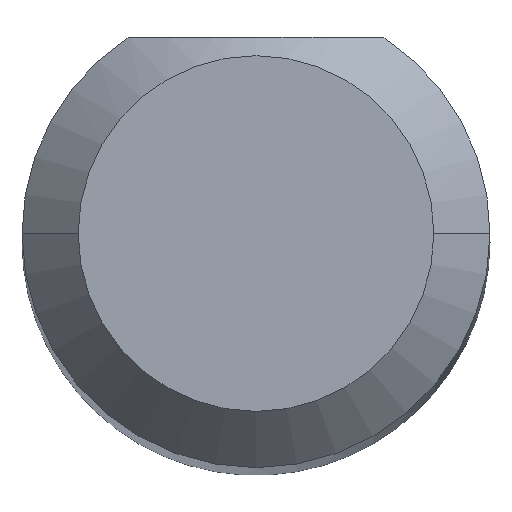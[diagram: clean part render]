
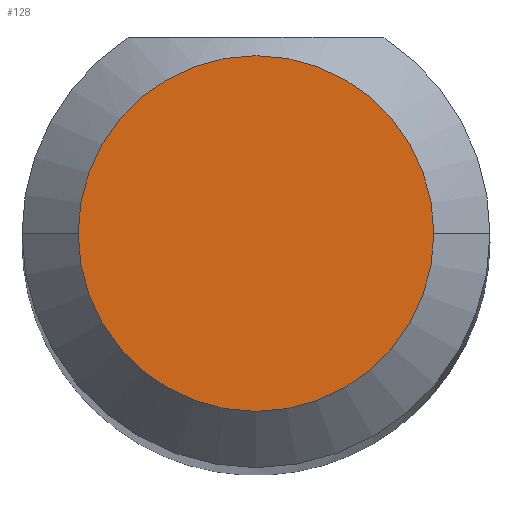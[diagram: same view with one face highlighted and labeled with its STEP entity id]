
A CAD part, top view. The second image highlights one B-rep face of the part: STEP entity #128.
In plain terms, the highlighted planar face has unit normal (0, 0, 1).
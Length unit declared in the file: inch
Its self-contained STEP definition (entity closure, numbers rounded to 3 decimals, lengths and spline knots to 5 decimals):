
#20 = DIRECTION ( 'NONE',  ( 0., 0., 1. ) ) ;
#34 = CARTESIAN_POINT ( 'NONE',  ( 0., 0., 1.5 ) ) ;
#39 = CIRCLE ( 'NONE', #59, 0.0475 ) ;
#47 = CARTESIAN_POINT ( 'NONE',  ( 0.0475, 0., 1.5 ) ) ;
#59 = AXIS2_PLACEMENT_3D ( 'NONE', #34, #78, #395 ) ;
#65 = EDGE_CURVE ( 'NONE', #502, #457, #39, .T. ) ;
#78 = DIRECTION ( 'NONE',  ( 0., 0., 1. ) ) ;
#108 = EDGE_LOOP ( 'NONE', ( #340, #224 ) ) ;
#124 = CIRCLE ( 'NONE', #431, 0.0475 ) ;
#128 = ADVANCED_FACE ( 'NONE', ( #152 ), #270, .T. ) ;
#138 = EDGE_CURVE ( 'NONE', #457, #502, #124, .T. ) ;
#152 = FACE_OUTER_BOUND ( 'NONE', #108, .T. ) ;
#157 = AXIS2_PLACEMENT_3D ( 'NONE', #434, #20, #273 ) ;
#172 = CARTESIAN_POINT ( 'NONE',  ( -0.0475, 0., 1.5 ) ) ;
#224 = ORIENTED_EDGE ( 'NONE', *, *, #138, .T. ) ;
#230 = DIRECTION ( 'NONE',  ( 0., 0., 1. ) ) ;
#270 = PLANE ( 'NONE',  #157 ) ;
#273 = DIRECTION ( 'NONE',  ( 1., 0., 0. ) ) ;
#340 = ORIENTED_EDGE ( 'NONE', *, *, #65, .T. ) ;
#384 = DIRECTION ( 'NONE',  ( 1., 0., 0. ) ) ;
#390 = CARTESIAN_POINT ( 'NONE',  ( 0., 0., 1.5 ) ) ;
#395 = DIRECTION ( 'NONE',  ( 1., 0., 0. ) ) ;
#431 = AXIS2_PLACEMENT_3D ( 'NONE', #390, #230, #384 ) ;
#434 = CARTESIAN_POINT ( 'NONE',  ( 0., 0., 1.5 ) ) ;
#457 = VERTEX_POINT ( 'NONE', #47 ) ;
#502 = VERTEX_POINT ( 'NONE', #172 ) ;
